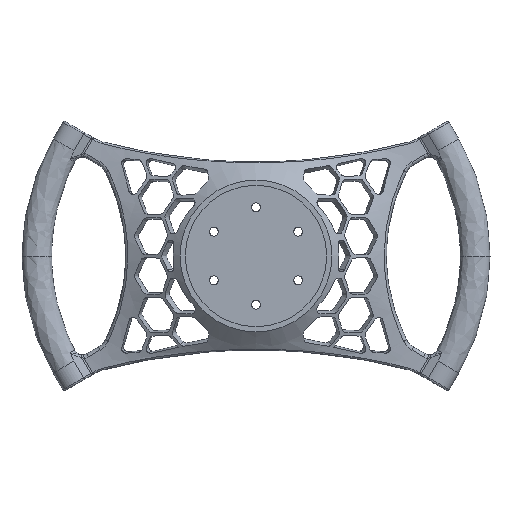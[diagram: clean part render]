
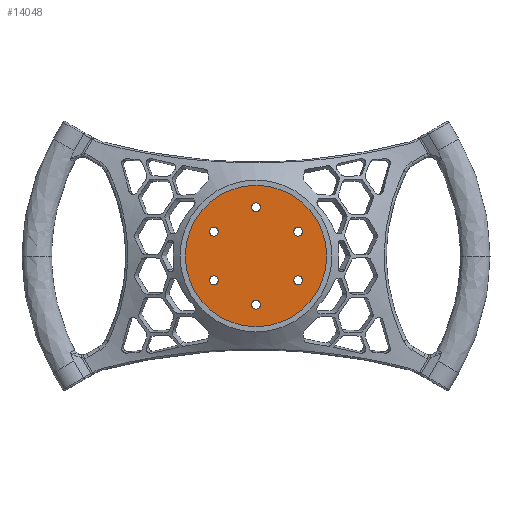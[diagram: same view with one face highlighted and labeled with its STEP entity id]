
A CAD part, front view. The second image highlights one B-rep face of the part: STEP entity #14048.
In plain terms, the highlighted planar face has unit normal (0, -1, 0).
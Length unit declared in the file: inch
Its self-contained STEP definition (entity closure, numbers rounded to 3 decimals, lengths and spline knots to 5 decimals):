
#2618=PLANE('',#15404);
#2758=FACE_BOUND('',#4481,.T.);
#2759=FACE_BOUND('',#4482,.T.);
#2760=FACE_BOUND('',#4483,.T.);
#2761=FACE_BOUND('',#4484,.T.);
#2762=FACE_BOUND('',#4485,.T.);
#2763=FACE_BOUND('',#4486,.T.);
#3530=FACE_OUTER_BOUND('',#4480,.T.);
#4480=EDGE_LOOP('',(#12853));
#4481=EDGE_LOOP('',(#12854));
#4482=EDGE_LOOP('',(#12855));
#4483=EDGE_LOOP('',(#12856));
#4484=EDGE_LOOP('',(#12857));
#4485=EDGE_LOOP('',(#12858));
#4486=EDGE_LOOP('',(#12859));
#5185=CIRCLE('',#15397,0.125);
#5186=CIRCLE('',#15399,0.125);
#5187=CIRCLE('',#15401,0.125);
#5189=CIRCLE('',#15405,2.);
#5190=CIRCLE('',#15406,0.125);
#5191=CIRCLE('',#15407,0.125);
#5192=CIRCLE('',#15408,0.125);
#6926=VERTEX_POINT('',#36203);
#6927=VERTEX_POINT('',#36207);
#6928=VERTEX_POINT('',#37239);
#6930=VERTEX_POINT('',#37246);
#6931=VERTEX_POINT('',#37248);
#6932=VERTEX_POINT('',#37250);
#6933=VERTEX_POINT('',#37252);
#8934=EDGE_CURVE('',#6926,#6926,#5185,.T.);
#8936=EDGE_CURVE('',#6927,#6927,#5186,.T.);
#8942=EDGE_CURVE('',#6928,#6928,#5187,.T.);
#8944=EDGE_CURVE('',#6930,#6930,#5189,.T.);
#8945=EDGE_CURVE('',#6931,#6931,#5190,.T.);
#8946=EDGE_CURVE('',#6932,#6932,#5191,.T.);
#8947=EDGE_CURVE('',#6933,#6933,#5192,.T.);
#12853=ORIENTED_EDGE('',*,*,#8944,.F.);
#12854=ORIENTED_EDGE('',*,*,#8945,.F.);
#12855=ORIENTED_EDGE('',*,*,#8936,.T.);
#12856=ORIENTED_EDGE('',*,*,#8934,.T.);
#12857=ORIENTED_EDGE('',*,*,#8942,.T.);
#12858=ORIENTED_EDGE('',*,*,#8946,.F.);
#12859=ORIENTED_EDGE('',*,*,#8947,.F.);
#14048=ADVANCED_FACE('',(#3530,#2758,#2759,#2760,#2761,#2762,#2763),#2618,
 .F.);
#15397=AXIS2_PLACEMENT_3D('',#36205,#18954,#18955);
#15399=AXIS2_PLACEMENT_3D('',#36209,#18959,#18960);
#15401=AXIS2_PLACEMENT_3D('',#37241,#18968,#18969);
#15404=AXIS2_PLACEMENT_3D('',#37245,#18974,#18975);
#15405=AXIS2_PLACEMENT_3D('',#37247,#18976,#18977);
#15406=AXIS2_PLACEMENT_3D('',#37249,#18978,#18979);
#15407=AXIS2_PLACEMENT_3D('',#37251,#18980,#18981);
#15408=AXIS2_PLACEMENT_3D('',#37253,#18982,#18983);
#18954=DIRECTION('center_axis',(0.,1.,0.));
#18955=DIRECTION('ref_axis',(-1.,0.,0.));
#18959=DIRECTION('center_axis',(0.,1.,0.));
#18960=DIRECTION('ref_axis',(-1.,0.,0.));
#18968=DIRECTION('center_axis',(0.,1.,0.));
#18969=DIRECTION('ref_axis',(-1.,0.,0.));
#18974=DIRECTION('center_axis',(0.,1.,0.));
#18975=DIRECTION('ref_axis',(1.,0.,0.));
#18976=DIRECTION('center_axis',(0.,1.,0.));
#18977=DIRECTION('ref_axis',(1.,0.,0.));
#18978=DIRECTION('center_axis',(0.,-1.,0.));
#18979=DIRECTION('ref_axis',(1.,0.,0.));
#18980=DIRECTION('center_axis',(0.,-1.,0.));
#18981=DIRECTION('ref_axis',(1.,0.,0.));
#18982=DIRECTION('center_axis',(0.,-1.,0.));
#18983=DIRECTION('ref_axis',(1.,0.,0.));
#36203=CARTESIAN_POINT('',(1.31834,-2.,-0.68898));
#36205=CARTESIAN_POINT('Origin',(1.19334,-2.,-0.68898));
#36207=CARTESIAN_POINT('',(1.31834,-2.,0.68898));
#36209=CARTESIAN_POINT('Origin',(1.19334,-2.,0.68898));
#37239=CARTESIAN_POINT('',(-0.125,-2.,1.37795));
#37241=CARTESIAN_POINT('Origin',(0.,-2.,1.37795));
#37245=CARTESIAN_POINT('Origin',(0.,-2.,0.));
#37246=CARTESIAN_POINT('',(-2.,-2.,0.));
#37247=CARTESIAN_POINT('Origin',(0.,-2.,0.));
#37248=CARTESIAN_POINT('',(-0.125,-2.,-1.37795));
#37249=CARTESIAN_POINT('Origin',(0.,-2.,-1.37795));
#37250=CARTESIAN_POINT('',(-1.31834,-2.,-0.68898));
#37251=CARTESIAN_POINT('Origin',(-1.19334,-2.,-0.68898));
#37252=CARTESIAN_POINT('',(-1.31834,-2.,0.68898));
#37253=CARTESIAN_POINT('Origin',(-1.19334,-2.,0.68898));
